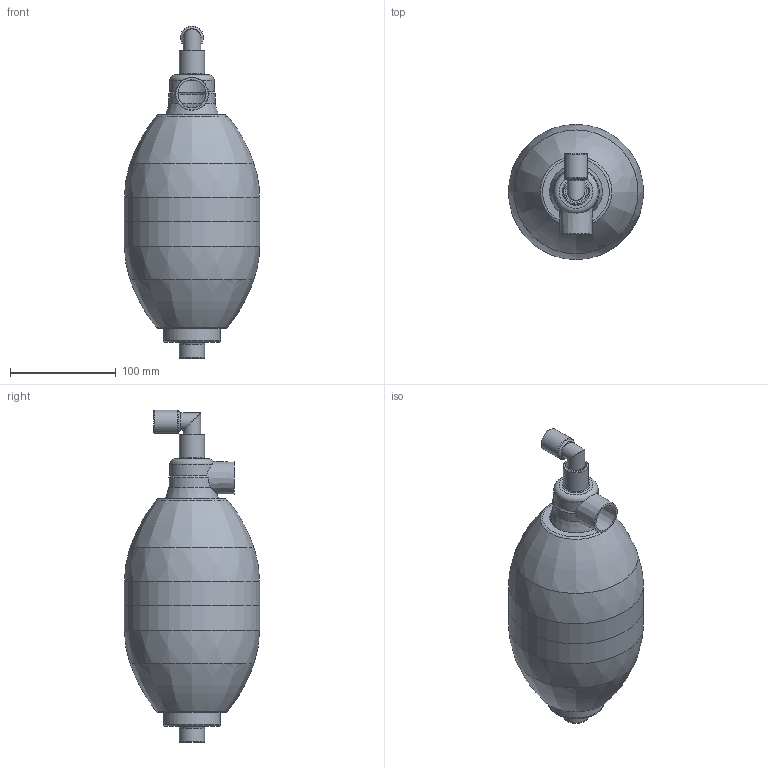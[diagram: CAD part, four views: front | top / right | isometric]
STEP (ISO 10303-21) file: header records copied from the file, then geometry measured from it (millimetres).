
FILE_DESCRIPTION(/* description */ (''),/* implementation_level */ '2;1');
FILE_NAME(/* name */ 'AmbuBag Carefusion 2K8005.step',/* time_stamp */ '2020-03-22T04:35:26-07:00',/* author */ (''),/* organization */ (''),/* preprocessor_version */ 'ST-DEVELOPER v18',/* originating_system */ 'Autodesk Translation Framework v8.12.0.6',/* authorisation */ '');
FILE_SCHEMA (('AUTOMOTIVE_DESIGN { 1 0 10303 214 3 1 1 }'));
Length unit declared in the file: millimetre
Products named in the file (1): Respirator
Bounding box: 128 x 128 x 314.42 mm (x, y, z)
Volume: 192271 mm3; surface area: 194806.2 mm2
Topology: 5 solids, 5 shells, 72 faces, 189 edges, 132 vertices
Faces by surface type: cylinder 20, plane 19, torus 13, bspline 12, cone 8
Full cylindrical faces by diameter (mm): 12.435 x1, 12.436 x1, 16.435 x1, 16.436 x1, 18 x1, 19.935 x1, 20 x1, 22 x1, 23.935 x1, 24 x1, 50 x1, 54 x1, 124 x2, 128 x2
Entity records: 3503 total; most frequent: CARTESIAN_POINT 1622, DIRECTION 410, ORIENTED_EDGE 378, AXIS2_PLACEMENT_3D 194, EDGE_CURVE 189, VERTEX_POINT 132, CIRCLE 125, EDGE_LOOP 85
